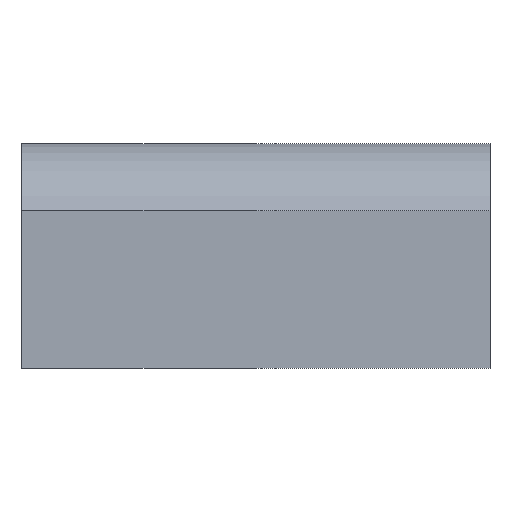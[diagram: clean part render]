
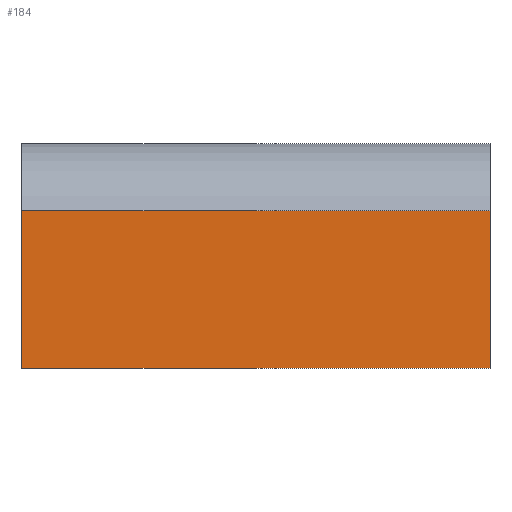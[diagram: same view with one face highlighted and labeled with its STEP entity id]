
A CAD part, front view. The second image highlights one B-rep face of the part: STEP entity #184.
In plain terms, the highlighted planar face has unit normal (0, -1, 0).
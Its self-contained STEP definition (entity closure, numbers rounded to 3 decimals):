
#27=FACE_OUTER_BOUND('',#38,.T.);
#38=EDGE_LOOP('',(#128,#129,#130,#131));
#52=LINE('',#293,#70);
#53=LINE('',#295,#71);
#54=LINE('',#297,#72);
#55=LINE('',#298,#73);
#70=VECTOR('',#239,10.);
#71=VECTOR('',#240,10.);
#72=VECTOR('',#241,10.);
#73=VECTOR('',#242,10.);
#88=VERTEX_POINT('',#291);
#89=VERTEX_POINT('',#292);
#90=VERTEX_POINT('',#294);
#91=VERTEX_POINT('',#296);
#104=EDGE_CURVE('',#88,#89,#52,.T.);
#105=EDGE_CURVE('',#90,#88,#53,.T.);
#106=EDGE_CURVE('',#91,#90,#54,.T.);
#107=EDGE_CURVE('',#89,#91,#55,.T.);
#128=ORIENTED_EDGE('',*,*,#104,.F.);
#129=ORIENTED_EDGE('',*,*,#105,.F.);
#130=ORIENTED_EDGE('',*,*,#106,.F.);
#131=ORIENTED_EDGE('',*,*,#107,.F.);
#176=PLANE('',#218);
#184=ADVANCED_FACE('',(#27),#176,.F.);
#218=AXIS2_PLACEMENT_3D('',#290,#237,#238);
#237=DIRECTION('center_axis',(0.,1.,0.));
#238=DIRECTION('ref_axis',(0.,0.,1.));
#239=DIRECTION('',(1.,0.,0.));
#240=DIRECTION('',(0.,0.,1.));
#241=DIRECTION('',(-1.,0.,0.));
#242=DIRECTION('',(0.,0.,-1.));
#290=CARTESIAN_POINT('Origin',(12.5,0.2,6.));
#291=CARTESIAN_POINT('',(0.,0.2,8.4));
#292=CARTESIAN_POINT('',(25.,0.2,8.4));
#293=CARTESIAN_POINT('',(25.,0.2,8.4));
#294=CARTESIAN_POINT('',(0.,0.2,0.));
#295=CARTESIAN_POINT('',(0.,0.2,3.));
#296=CARTESIAN_POINT('',(25.,0.2,0.));
#297=CARTESIAN_POINT('',(12.5,0.2,0.));
#298=CARTESIAN_POINT('',(25.,0.2,3.));
